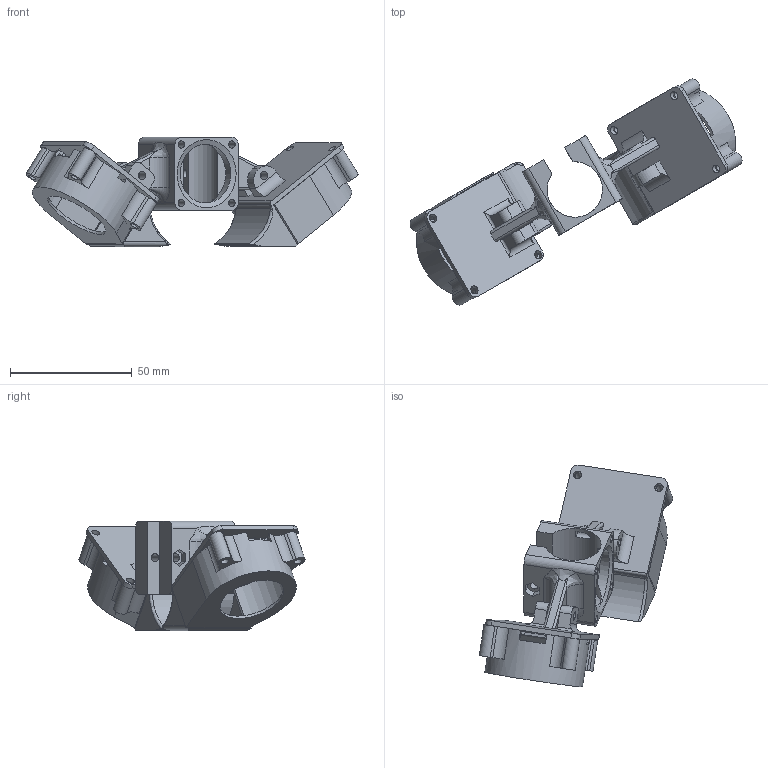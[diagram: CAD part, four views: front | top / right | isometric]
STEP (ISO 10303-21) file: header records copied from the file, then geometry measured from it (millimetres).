
FILE_DESCRIPTION(('FreeCAD Model'),'2;1');
FILE_NAME('Layer Fan Assembly.step', '2017-04-30T04:51:09',('Ax Smith-Laffin'),('AxMod Box Mods Limited'), 'Open CASCADE STEP processor 6.8','FreeCAD','Unknown');
FILE_SCHEMA(('AUTOMOTIVE_DESIGN_CC2 { 1 2 10303 214 -1 1 5 4 }'));
Length unit declared in the file: millimetre
Products named in the file (6): ASSEMBLY; Hot_End_Fan; Layer_Fan_Mount; Blower_Fan; Fan_Mount
Assembly tree (5 placements, depth 2):
  ASSEMBLY
    Hot_End_Fan
    Layer_Fan_Mount
    Blower_Fan
    Fan_Mount
    Blower_Fan
Bounding box: 136.34 x 92.86 x 45 mm (x, y, z)
Volume: 37459.4 mm3; surface area: 41064.9 mm2
Topology: 5 solids, 5 shells, 366 faces, 1066 edges, 714 vertices
Faces by surface type: plane 189, cylinder 146, bspline 22, torus 8, cone 1
Full cylindrical faces by diameter (mm): 3 x4, 3.4 x20, 6 x1, 19.6 x2, 24 x1, 27.495 x2
Entity records: 52107 total; most frequent: CARTESIAN_POINT 31853, DIRECTION 3479, ORIENTED_EDGE 2132, PCURVE 2132, DEFINITIONAL_REPRESENTATION 2132, LINE 1816, VECTOR 1816, EDGE_CURVE 1066
